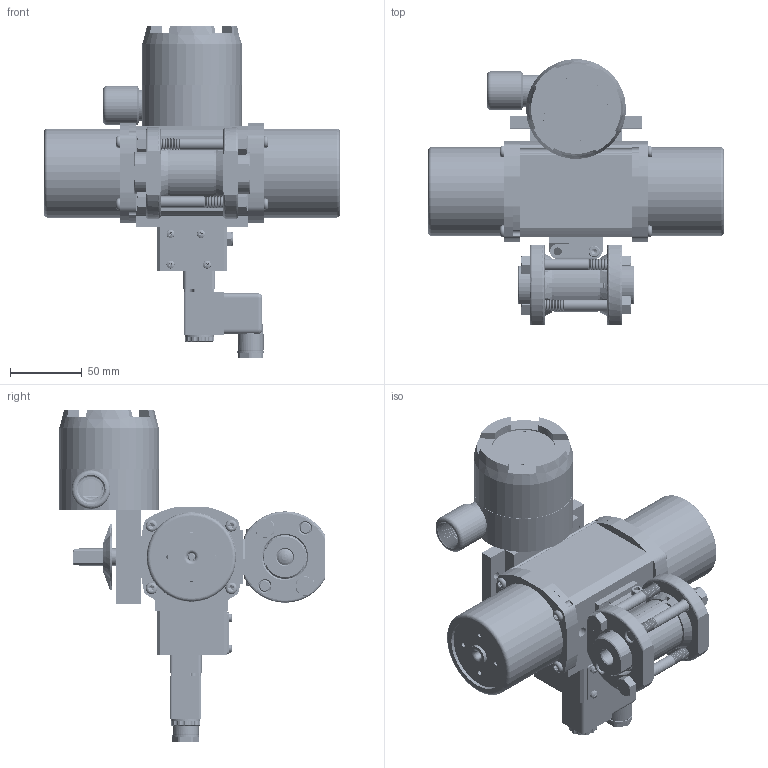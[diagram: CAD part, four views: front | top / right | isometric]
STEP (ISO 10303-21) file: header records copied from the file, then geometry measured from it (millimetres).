
FILE_DESCRIPTION (( 'STEP AP203' ), '1' );
FILE_NAME ('24XXSEFA512SR3GPDSLS.step', '2018-06-12T15:21:31', ( '' ), ( '' ), 'SwSTEP 2.0', 'SolidWorks 2017', '' );
FILE_SCHEMA (( 'CONFIG_CONTROL_DESIGN' ));
Products named in the file (1): 24XXSEFA512SR3GPDSLS
Bounding box: 206.12 x 184.85 x 231.11 mm (x, y, z)
Volume: 879811.4 mm3; surface area: 364456.1 mm2
Topology: 66 solids, 66 shells, 6425 faces, 17183 edges, 10963 vertices
Faces by surface type: cylinder 3111, cone 2036, plane 908, torus 218, bspline 138, sphere 14
Entity records: 253425 total; most frequent: CARTESIAN_POINT 97106, ORIENTED_EDGE 34054, DIRECTION 33124, EDGE_CURVE 17027, AXIS2_PLACEMENT_3D 13442, VERTEX_POINT 10959, CIRCLE 7154, EDGE_LOOP 6914
